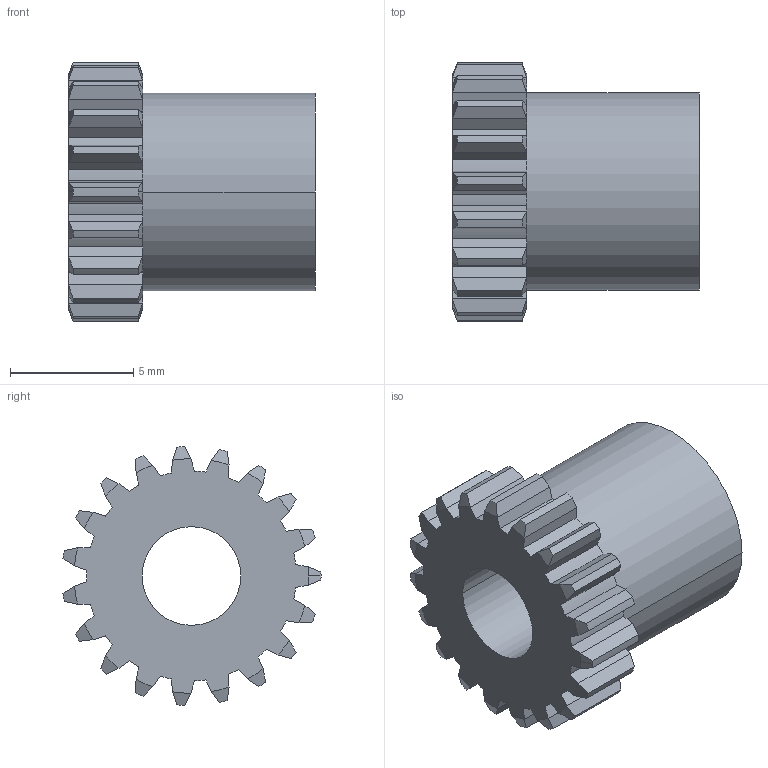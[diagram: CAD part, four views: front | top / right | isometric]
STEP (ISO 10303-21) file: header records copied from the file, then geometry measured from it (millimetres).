
FILE_DESCRIPTION( ( '' ), '1' );
FILE_NAME( 'artikel_nr___28101900.stp', '2007-11-07T00:55:26', ( '' ), ( '' ), ' ', ' ', ' ' );
FILE_SCHEMA( ( 'automotive_design' ) );
Length unit declared in the file: millimetre
Products named in the file (1): 1
Bounding box: 10 x 10.45 x 10.49 mm (x, y, z)
Volume: 434.9 mm3; surface area: 578.6 mm2
Topology: 1 solids, 1 shells, 161 faces, 398 edges, 240 vertices
Faces by surface type: plane 79, cylinder 42, cone 40
Entity records: 9120 total; most frequent: CARTESIAN_POINT 952, STYLED_ITEM 800, PRESENTATION_STYLE_ASSIGNMENT 800, COLOUR_RGB 800, ORIENTED_EDGE 796, DIRECTION 772, EDGE_CURVE 398, CURVE_STYLE 398
